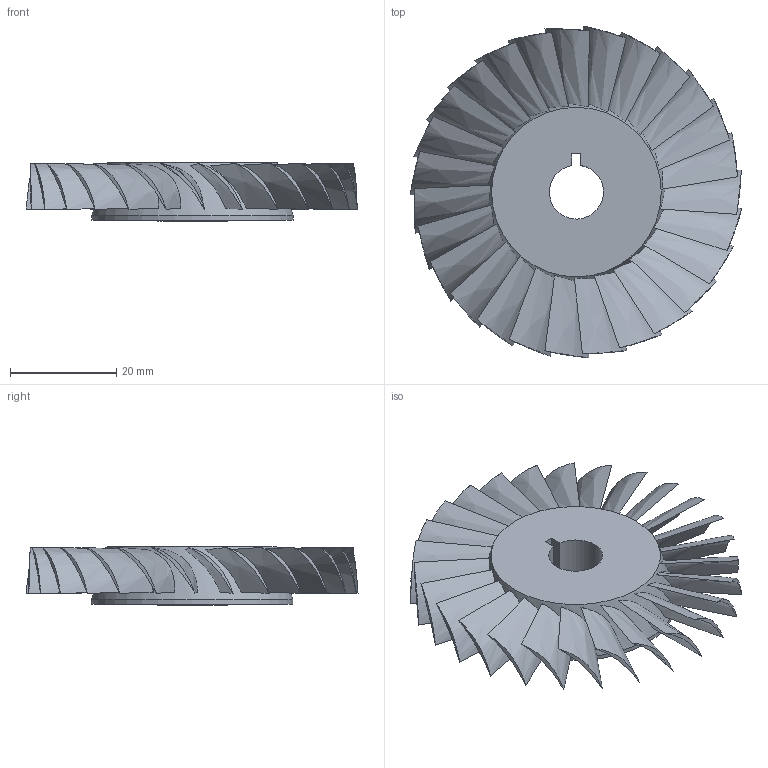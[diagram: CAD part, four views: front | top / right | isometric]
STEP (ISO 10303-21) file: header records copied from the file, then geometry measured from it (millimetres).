
FILE_DESCRIPTION(('FreeCAD Model'),'2;1');
FILE_NAME('Open CASCADE Shape Model','2024-05-08T18:57:37',('Author'),( ''),'Open CASCADE STEP processor 7.6','FreeCAD','Unknown');
FILE_SCHEMA(('AUTOMOTIVE_DESIGN { 1 0 10303 214 1 1 1 1 }'));
Length unit declared in the file: millimetre
Products named in the file (2): Exhaust-Minor-Shaft-Fan005; Body070
Assembly tree (1 placements, depth 2):
  Exhaust-Minor-Shaft-Fan005
    Body070
Bounding box: 62.59 x 62.64 x 11 mm (x, y, z)
Volume: 11273.6 mm3; surface area: 12059.7 mm2
Topology: 1 solids, 1 shells, 99 faces, 212 edges, 141 vertices
Faces by surface type: bspline 54, cone 29, cylinder 8, plane 7, revolution 1
Full cylindrical faces by diameter (mm): 35 x1, 38 x1
Entity records: 5758 total; most frequent: CARTESIAN_POINT 4150, ORIENTED_EDGE 424, EDGE_CURVE 212, DIRECTION 148, VERTEX_POINT 141, FACE_BOUND 127, EDGE_LOOP 127, B_SPLINE_CURVE_WITH_KNOTS 120
